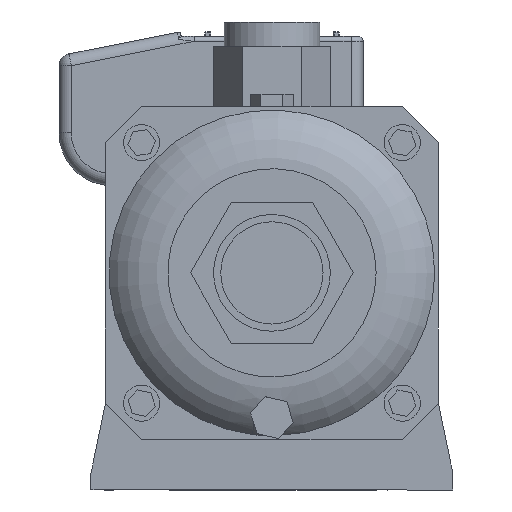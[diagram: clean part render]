
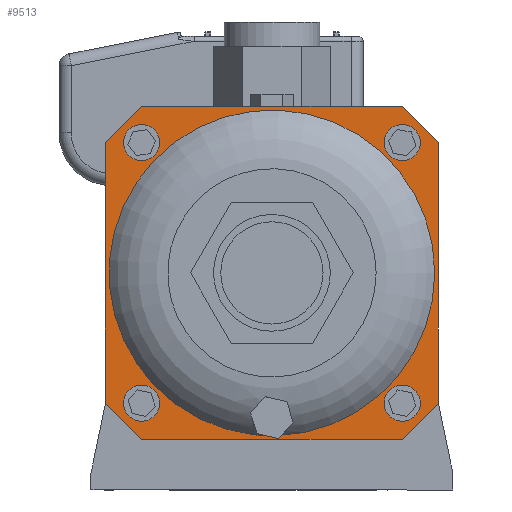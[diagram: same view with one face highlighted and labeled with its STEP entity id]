
A CAD part, left-side view. The second image highlights one B-rep face of the part: STEP entity #9513.
In plain terms, the highlighted planar face has unit normal (-1, 0, 0).
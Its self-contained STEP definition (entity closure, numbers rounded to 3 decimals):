
#196=FACE_BOUND($,#1504,.T.);
#197=FACE_BOUND($,#1505,.T.);
#198=FACE_BOUND($,#1506,.T.);
#199=FACE_BOUND($,#1507,.T.);
#200=FACE_BOUND($,#1508,.T.);
#469=PLANE($,#10330);
#922=FACE_OUTER_BOUND($,#1503,.T.);
#1503=EDGE_LOOP($,(#8123,#8124,#8125,#8126,#8127,#8128,#8129,#8130));
#1504=EDGE_LOOP($,(#8131,#8132));
#1505=EDGE_LOOP($,(#8133));
#1506=EDGE_LOOP($,(#8134));
#1507=EDGE_LOOP($,(#8135));
#1508=EDGE_LOOP($,(#8136));
#2007=CIRCLE($,#10329,7.85);
#2008=CIRCLE($,#10331,67.5);
#2009=CIRCLE($,#10332,7.5);
#2010=CIRCLE($,#10333,7.5);
#2011=CIRCLE($,#10334,7.5);
#2012=CIRCLE($,#10335,7.5);
#2760=LINE($,#15914,#3666);
#2761=LINE($,#15916,#3667);
#2762=LINE($,#15918,#3668);
#2763=LINE($,#15920,#3669);
#2764=LINE($,#15922,#3670);
#2765=LINE($,#15924,#3671);
#2766=LINE($,#15926,#3672);
#2767=LINE($,#15927,#3673);
#3666=VECTOR($,#12478,21.213);
#3667=VECTOR($,#12479,108.);
#3668=VECTOR($,#12480,21.213);
#3669=VECTOR($,#12481,108.);
#3670=VECTOR($,#12482,21.213);
#3671=VECTOR($,#12483,108.);
#3672=VECTOR($,#12484,21.213);
#3673=VECTOR($,#12485,108.);
#4582=VERTEX_POINT($,#15872);
#4583=VERTEX_POINT($,#15873);
#4584=VERTEX_POINT($,#15912);
#4585=VERTEX_POINT($,#15913);
#4586=VERTEX_POINT($,#15915);
#4587=VERTEX_POINT($,#15917);
#4588=VERTEX_POINT($,#15919);
#4589=VERTEX_POINT($,#15921);
#4590=VERTEX_POINT($,#15923);
#4591=VERTEX_POINT($,#15925);
#4592=VERTEX_POINT($,#15929);
#4593=VERTEX_POINT($,#15931);
#4594=VERTEX_POINT($,#15933);
#4595=VERTEX_POINT($,#15935);
#5797=EDGE_CURVE($,#4583,#4582,#2007,.T.);
#5798=EDGE_CURVE($,#4584,#4585,#2760,.T.);
#5799=EDGE_CURVE($,#4584,#4586,#2761,.T.);
#5800=EDGE_CURVE($,#4587,#4586,#2762,.T.);
#5801=EDGE_CURVE($,#4587,#4588,#2763,.T.);
#5802=EDGE_CURVE($,#4589,#4588,#2764,.T.);
#5803=EDGE_CURVE($,#4589,#4590,#2765,.T.);
#5804=EDGE_CURVE($,#4591,#4590,#2766,.T.);
#5805=EDGE_CURVE($,#4591,#4585,#2767,.T.);
#5806=EDGE_CURVE($,#4583,#4582,#2008,.T.);
#5807=EDGE_CURVE($,#4592,#4592,#2009,.T.);
#5808=EDGE_CURVE($,#4593,#4593,#2010,.T.);
#5809=EDGE_CURVE($,#4594,#4594,#2011,.T.);
#5810=EDGE_CURVE($,#4595,#4595,#2012,.T.);
#8123=ORIENTED_EDGE($,*,*,#5798,.F.);
#8124=ORIENTED_EDGE($,*,*,#5799,.T.);
#8125=ORIENTED_EDGE($,*,*,#5800,.F.);
#8126=ORIENTED_EDGE($,*,*,#5801,.T.);
#8127=ORIENTED_EDGE($,*,*,#5802,.F.);
#8128=ORIENTED_EDGE($,*,*,#5803,.T.);
#8129=ORIENTED_EDGE($,*,*,#5804,.F.);
#8130=ORIENTED_EDGE($,*,*,#5805,.T.);
#8131=ORIENTED_EDGE($,*,*,#5797,.T.);
#8132=ORIENTED_EDGE($,*,*,#5806,.F.);
#8133=ORIENTED_EDGE($,*,*,#5807,.T.);
#8134=ORIENTED_EDGE($,*,*,#5808,.T.);
#8135=ORIENTED_EDGE($,*,*,#5809,.T.);
#8136=ORIENTED_EDGE($,*,*,#5810,.T.);
#9513=ADVANCED_FACE($,(#922,#196,#197,#198,#199,#200),#469,.T.);
#10329=AXIS2_PLACEMENT_3D($,#15910,#12474,#12475);
#10330=AXIS2_PLACEMENT_3D($,#15911,#12476,#12477);
#10331=AXIS2_PLACEMENT_3D($,#15928,#12486,#12487);
#10332=AXIS2_PLACEMENT_3D($,#15930,#12488,#12489);
#10333=AXIS2_PLACEMENT_3D($,#15932,#12490,#12491);
#10334=AXIS2_PLACEMENT_3D($,#15934,#12492,#12493);
#10335=AXIS2_PLACEMENT_3D($,#15936,#12494,#12495);
#12474=DIRECTION('center_axis',(1.,0.,0.));
#12475=DIRECTION('ref_axis',(0.,1.,0.));
#12476=DIRECTION('center_axis',(-1.,0.,0.));
#12477=DIRECTION('ref_axis',(0.,-1.,0.));
#12478=DIRECTION($,(0.,0.707,0.707));
#12479=DIRECTION($,(0.,-1.,0.));
#12480=DIRECTION($,(0.,0.707,-0.707));
#12481=DIRECTION($,(0.,0.,1.));
#12482=DIRECTION($,(0.,-0.707,-0.707));
#12483=DIRECTION($,(0.,1.,0.));
#12484=DIRECTION($,(0.,-0.707,0.707));
#12485=DIRECTION($,(0.,0.,-1.));
#12486=DIRECTION('center_axis',(-1.,0.,0.));
#12487=DIRECTION('ref_axis',(0.,-1.,0.));
#12488=DIRECTION('center_axis',(1.,0.,0.));
#12489=DIRECTION('ref_axis',(0.,1.,0.));
#12490=DIRECTION('center_axis',(1.,0.,0.));
#12491=DIRECTION('ref_axis',(0.,1.,0.));
#12492=DIRECTION('center_axis',(1.,0.,0.));
#12493=DIRECTION('ref_axis',(0.,1.,0.));
#12494=DIRECTION('center_axis',(1.,0.,0.));
#12495=DIRECTION('ref_axis',(0.,1.,0.));
#15872=CARTESIAN_POINT('',(-97.909,2.458,22.545));
#15873=CARTESIAN_POINT('',(-97.909,-2.458,22.545));
#15910=CARTESIAN_POINT('Origin',(-97.909,0.,30.));
#15911=CARTESIAN_POINT('Origin',(-97.909,0.,90.));
#15912=CARTESIAN_POINT('',(-97.909,54.,21.));
#15913=CARTESIAN_POINT('',(-97.909,69.,36.));
#15914=CARTESIAN_POINT($,(-97.909,61.5,28.5));
#15915=CARTESIAN_POINT('',(-97.909,-54.,21.));
#15916=CARTESIAN_POINT($,(-97.909,69.,21.));
#15917=CARTESIAN_POINT('',(-97.909,-69.,36.));
#15918=CARTESIAN_POINT($,(-97.909,-61.5,28.5));
#15919=CARTESIAN_POINT('',(-97.909,-69.,144.));
#15920=CARTESIAN_POINT($,(-97.909,-69.,21.));
#15921=CARTESIAN_POINT('',(-97.909,-54.,159.));
#15922=CARTESIAN_POINT($,(-97.909,-61.5,151.5));
#15923=CARTESIAN_POINT('',(-97.909,54.,159.));
#15924=CARTESIAN_POINT($,(-97.909,-69.,159.));
#15925=CARTESIAN_POINT('',(-97.909,69.,144.));
#15926=CARTESIAN_POINT($,(-97.909,61.5,151.5));
#15927=CARTESIAN_POINT($,(-97.909,69.,159.));
#15928=CARTESIAN_POINT('Origin',(-97.909,0.,90.));
#15929=CARTESIAN_POINT('',(-97.909,46.5,144.));
#15930=CARTESIAN_POINT('Origin',(-97.909,54.,144.));
#15931=CARTESIAN_POINT('',(-97.909,-61.5,144.));
#15932=CARTESIAN_POINT('Origin',(-97.909,-54.,144.));
#15933=CARTESIAN_POINT('',(-97.909,46.5,36.));
#15934=CARTESIAN_POINT('Origin',(-97.909,54.,36.));
#15935=CARTESIAN_POINT('',(-97.909,-61.5,36.));
#15936=CARTESIAN_POINT('Origin',(-97.909,-54.,36.));
